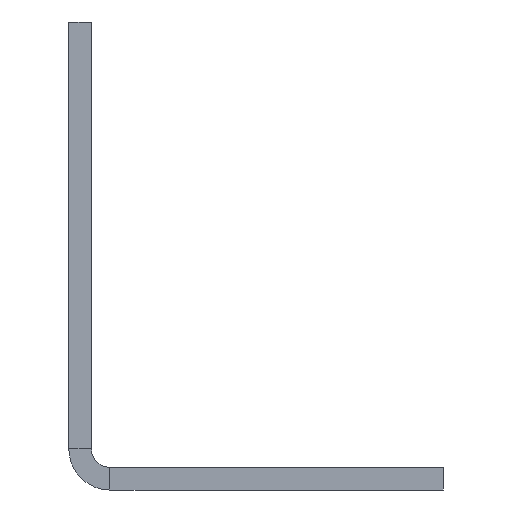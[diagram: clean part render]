
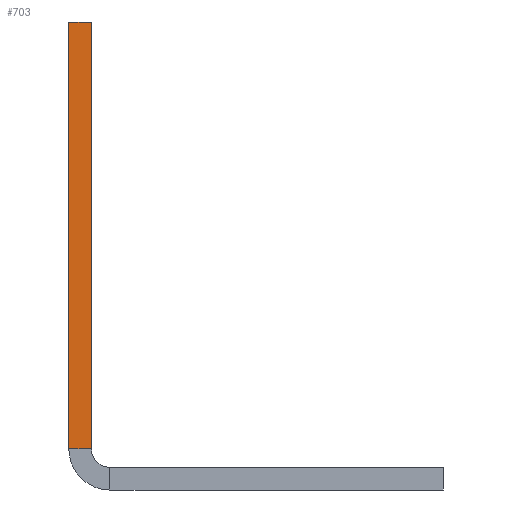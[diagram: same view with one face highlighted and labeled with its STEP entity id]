
A CAD part, left-side view. The second image highlights one B-rep face of the part: STEP entity #703.
In plain terms, the highlighted planar face has unit normal (-1, 0, 0).
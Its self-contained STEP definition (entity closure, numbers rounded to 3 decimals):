
#6 = ORIENTED_EDGE ( 'NONE', *, *, #436, .F. ) ;
#8 = VERTEX_POINT ( 'NONE', #433 ) ;
#51 = EDGE_CURVE ( 'NONE', #270, #8, #585, .T. ) ;
#156 = DIRECTION ( 'NONE',  ( 0., 1., 0. ) ) ;
#172 = CARTESIAN_POINT ( 'NONE',  ( 25.5, 20., 23.8 ) ) ;
#183 = DIRECTION ( 'NONE',  ( 0., 0., 1. ) ) ;
#190 = CARTESIAN_POINT ( 'NONE',  ( 25.5, 20., 0. ) ) ;
#214 = VERTEX_POINT ( 'NONE', #464 ) ;
#217 = ORIENTED_EDGE ( 'NONE', *, *, #51, .F. ) ;
#219 = EDGE_CURVE ( 'NONE', #8, #614, #246, .T. ) ;
#225 = VECTOR ( 'NONE', #400, 1000. ) ;
#246 = LINE ( 'NONE', #190, #515 ) ;
#267 = DIRECTION ( 'NONE',  ( 0., 0., -1. ) ) ;
#270 = VERTEX_POINT ( 'NONE', #394 ) ;
#276 = VECTOR ( 'NONE', #156, 1000. ) ;
#330 = DIRECTION ( 'NONE',  ( 1., 0., 0. ) ) ;
#333 = FACE_OUTER_BOUND ( 'NONE', #481, .T. ) ;
#336 = AXIS2_PLACEMENT_3D ( 'NONE', #489, #330, #267 ) ;
#394 = CARTESIAN_POINT ( 'NONE',  ( 25.5, 18.8, 1. ) ) ;
#397 = ORIENTED_EDGE ( 'NONE', *, *, #670, .T. ) ;
#400 = DIRECTION ( 'NONE',  ( 0., -1., 0. ) ) ;
#433 = CARTESIAN_POINT ( 'NONE',  ( 25.5, 20., 1. ) ) ;
#436 = EDGE_CURVE ( 'NONE', #614, #214, #669, .T. ) ;
#437 = CARTESIAN_POINT ( 'NONE',  ( 25.5, 18.8, 1. ) ) ;
#463 = LINE ( 'NONE', #682, #638 ) ;
#464 = CARTESIAN_POINT ( 'NONE',  ( 25.5, 18.8, 23.8 ) ) ;
#481 = EDGE_LOOP ( 'NONE', ( #217, #397, #6, #651 ) ) ;
#489 = CARTESIAN_POINT ( 'NONE',  ( 25.5, 20., 23.8 ) ) ;
#515 = VECTOR ( 'NONE', #530, 1000. ) ;
#525 = CARTESIAN_POINT ( 'NONE',  ( 25.5, 20., 23.8 ) ) ;
#530 = DIRECTION ( 'NONE',  ( 0., 0., 1. ) ) ;
#585 = LINE ( 'NONE', #437, #276 ) ;
#614 = VERTEX_POINT ( 'NONE', #525 ) ;
#638 = VECTOR ( 'NONE', #183, 1000. ) ;
#651 = ORIENTED_EDGE ( 'NONE', *, *, #219, .F. ) ;
#669 = LINE ( 'NONE', #172, #225 ) ;
#670 = EDGE_CURVE ( 'NONE', #270, #214, #463, .T. ) ;
#682 = CARTESIAN_POINT ( 'NONE',  ( 25.5, 18.8, 23.8 ) ) ;
#703 = ADVANCED_FACE ( 'NONE', ( #333 ), #708, .F. ) ;
#708 = PLANE ( 'NONE',  #336 ) ;
